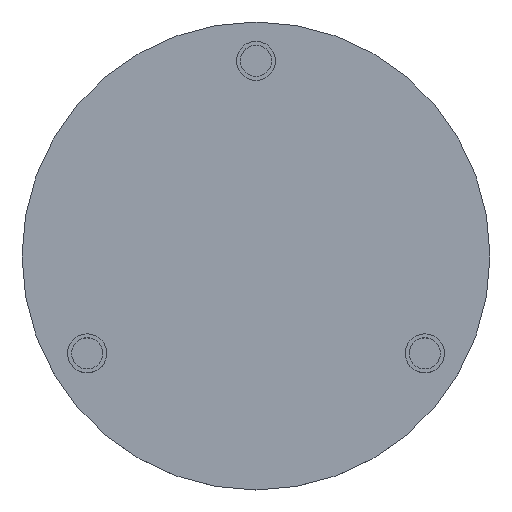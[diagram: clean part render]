
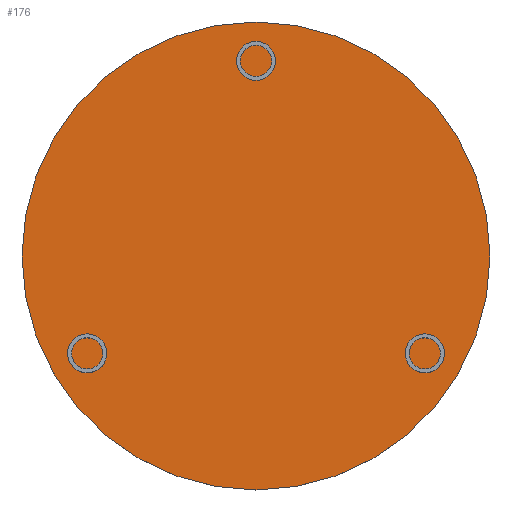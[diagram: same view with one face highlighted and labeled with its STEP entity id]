
A CAD part, top view. The second image highlights one B-rep face of the part: STEP entity #176.
In plain terms, the highlighted planar face has unit normal (0, 0, 1).
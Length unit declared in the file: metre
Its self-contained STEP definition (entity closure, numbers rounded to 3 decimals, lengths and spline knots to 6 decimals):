
#30=PLANE('',#249);
#52=ORIENTED_EDGE('',*,*,#70,.T.);
#70=EDGE_CURVE('',#84,#84,#98,.T.);
#84=VERTEX_POINT('',#355);
#98=CIRCLE('',#247,0.09);
#122=EDGE_LOOP('',(#52));
#150=FACE_BOUND('',#122,.T.);
#176=ADVANCED_FACE('',(#150),#30,.T.);
#247=AXIS2_PLACEMENT_3D('',#354,#300,#301);
#249=AXIS2_PLACEMENT_3D('',#358,#304,#305);
#300=DIRECTION('',(0.,0.,1.));
#301=DIRECTION('',(1.,0.,0.));
#304=DIRECTION('',(0.,0.,1.));
#305=DIRECTION('',(1.,0.,0.));
#354=CARTESIAN_POINT('',(0.071248,0.158685,0.004));
#355=CARTESIAN_POINT('',(0.161248,0.158685,0.004));
#358=CARTESIAN_POINT('',(0.071248,0.158685,0.004));
